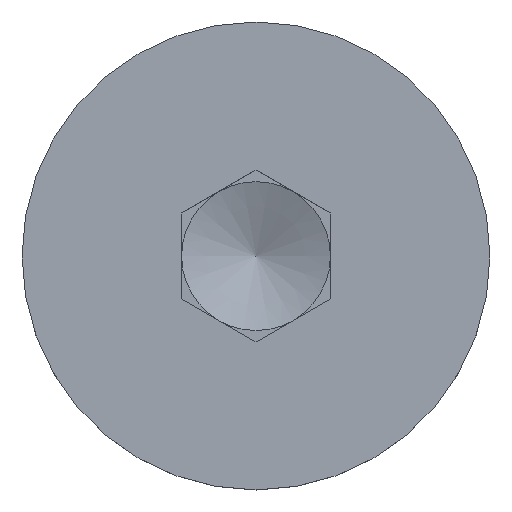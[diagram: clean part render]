
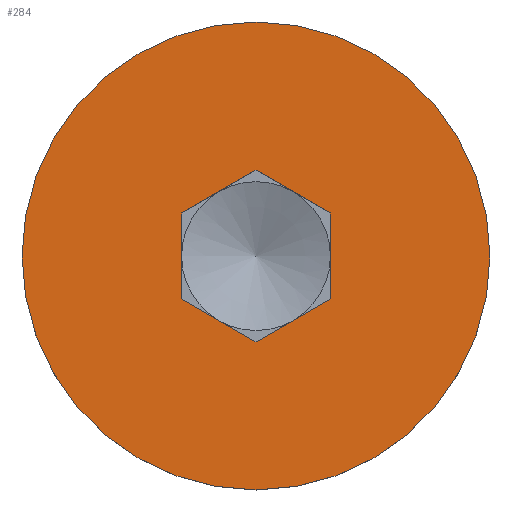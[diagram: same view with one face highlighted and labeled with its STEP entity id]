
A CAD part, top view. The second image highlights one B-rep face of the part: STEP entity #284.
In plain terms, the highlighted planar face has unit normal (0, 0, 1).
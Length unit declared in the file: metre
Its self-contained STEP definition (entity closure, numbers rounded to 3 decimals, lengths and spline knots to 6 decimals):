
#29=LINE('',#469,#53);
#30=LINE('',#472,#54);
#31=LINE('',#474,#55);
#32=LINE('',#476,#56);
#33=LINE('',#478,#57);
#34=LINE('',#480,#58);
#53=VECTOR('',#380,1.);
#54=VECTOR('',#381,1.);
#55=VECTOR('',#382,1.);
#56=VECTOR('',#383,1.);
#57=VECTOR('',#384,1.);
#58=VECTOR('',#385,1.);
#82=ORIENTED_EDGE('',*,*,#154,.F.);
#83=ORIENTED_EDGE('',*,*,#155,.T.);
#84=ORIENTED_EDGE('',*,*,#156,.T.);
#85=ORIENTED_EDGE('',*,*,#157,.T.);
#86=ORIENTED_EDGE('',*,*,#158,.T.);
#87=ORIENTED_EDGE('',*,*,#159,.T.);
#88=ORIENTED_EDGE('',*,*,#160,.T.);
#154=EDGE_CURVE('',#186,#186,#205,.T.);
#155=EDGE_CURVE('',#187,#188,#29,.T.);
#156=EDGE_CURVE('',#188,#189,#30,.T.);
#157=EDGE_CURVE('',#189,#190,#31,.T.);
#158=EDGE_CURVE('',#190,#191,#32,.T.);
#159=EDGE_CURVE('',#191,#192,#33,.T.);
#160=EDGE_CURVE('',#192,#187,#34,.T.);
#186=VERTEX_POINT('',#468);
#187=VERTEX_POINT('',#470);
#188=VERTEX_POINT('',#471);
#189=VERTEX_POINT('',#473);
#190=VERTEX_POINT('',#475);
#191=VERTEX_POINT('',#477);
#192=VERTEX_POINT('',#479);
#205=CIRCLE('',#323,0.004715);
#217=EDGE_LOOP('',(#82));
#218=EDGE_LOOP('',(#83,#84,#85,#86,#87,#88));
#243=FACE_BOUND('',#217,.T.);
#244=FACE_BOUND('',#218,.T.);
#270=PLANE('',#322);
#284=ADVANCED_FACE('',(#243,#244),#270,.F.);
#322=AXIS2_PLACEMENT_3D('',#466,#376,#377);
#323=AXIS2_PLACEMENT_3D('',#467,#378,#379);
#376=DIRECTION('',(0.,0.,-1.));
#377=DIRECTION('',(-1.,0.,0.));
#378=DIRECTION('',(0.,0.,-1.));
#379=DIRECTION('',(-1.,0.,0.));
#380=DIRECTION('',(0.866,-0.5,0.));
#381=DIRECTION('',(0.,-1.,0.));
#382=DIRECTION('',(-0.866,-0.5,0.));
#383=DIRECTION('',(-0.866,0.5,0.));
#384=DIRECTION('',(0.,1.,0.));
#385=DIRECTION('',(0.866,0.5,0.));
#466=CARTESIAN_POINT('',(-0.001385,0.,0.));
#467=CARTESIAN_POINT('',(0.,0.,0.));
#468=CARTESIAN_POINT('',(-0.004715,0.,0.));
#469=CARTESIAN_POINT('',(0.00075,0.001299,0.));
#470=CARTESIAN_POINT('',(0.,0.001732,0.));
#471=CARTESIAN_POINT('',(0.0015,0.000866,0.));
#472=CARTESIAN_POINT('',(0.0015,0.,0.));
#473=CARTESIAN_POINT('',(0.0015,-0.000866,0.));
#474=CARTESIAN_POINT('',(0.00075,-0.001299,0.));
#475=CARTESIAN_POINT('',(0.,-0.001732,0.));
#476=CARTESIAN_POINT('',(-0.00075,-0.001299,0.));
#477=CARTESIAN_POINT('',(-0.0015,-0.000866,0.));
#478=CARTESIAN_POINT('',(-0.0015,0.,0.));
#479=CARTESIAN_POINT('',(-0.0015,0.000866,0.));
#480=CARTESIAN_POINT('',(-0.00075,0.001299,0.));
